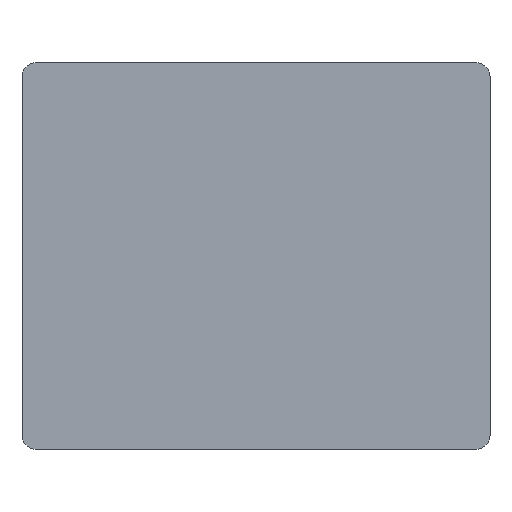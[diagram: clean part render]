
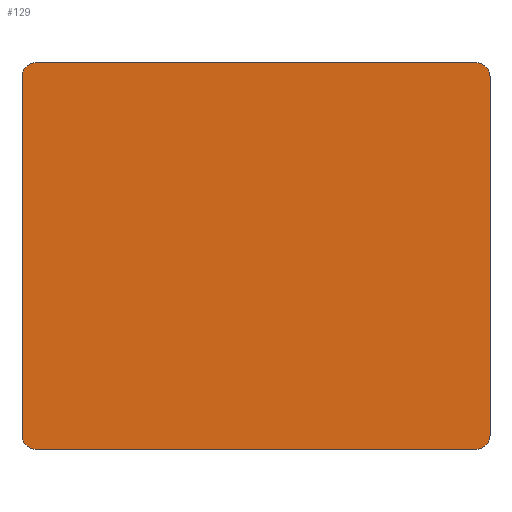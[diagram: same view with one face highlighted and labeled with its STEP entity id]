
A CAD part, front view. The second image highlights one B-rep face of the part: STEP entity #129.
In plain terms, the highlighted planar face has unit normal (0, -1, 0).
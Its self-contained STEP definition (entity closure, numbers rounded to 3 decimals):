
#9 = CIRCLE ( 'NONE', #876, 5. ) ;
#20 = VERTEX_POINT ( 'NONE', #218 ) ;
#39 = ORIENTED_EDGE ( 'NONE', *, *, #781, .T. ) ;
#40 = CARTESIAN_POINT ( 'NONE',  ( 76.159, 0., -67.097 ) ) ;
#52 = CARTESIAN_POINT ( 'NONE',  ( -76.159, 0., 62.097 ) ) ;
#70 = VECTOR ( 'NONE', #179, 1000. ) ;
#102 = CARTESIAN_POINT ( 'NONE',  ( 81.159, 0., 62.097 ) ) ;
#106 = VERTEX_POINT ( 'NONE', #367 ) ;
#117 = CARTESIAN_POINT ( 'NONE',  ( -76.159, 0., 67.097 ) ) ;
#127 = DIRECTION ( 'NONE',  ( 0., 0., 1. ) ) ;
#129 = ADVANCED_FACE ( 'NONE', ( #507 ), #501, .F. ) ;
#166 = AXIS2_PLACEMENT_3D ( 'NONE', #250, #246, #808 ) ;
#179 = DIRECTION ( 'NONE',  ( 1., 0., 0. ) ) ;
#181 = VECTOR ( 'NONE', #664, 1000. ) ;
#187 = DIRECTION ( 'NONE',  ( 0., -1., 0. ) ) ;
#218 = CARTESIAN_POINT ( 'NONE',  ( -81.159, 0., 62.097 ) ) ;
#224 = ORIENTED_EDGE ( 'NONE', *, *, #693, .F. ) ;
#246 = DIRECTION ( 'NONE',  ( 0., -1., 0. ) ) ;
#250 = CARTESIAN_POINT ( 'NONE',  ( 76.159, 0., -62.097 ) ) ;
#261 = DIRECTION ( 'NONE',  ( -1., 0., 0. ) ) ;
#265 = CIRCLE ( 'NONE', #166, 5. ) ;
#269 = CARTESIAN_POINT ( 'NONE',  ( 81.159, 0., -62.097 ) ) ;
#288 = EDGE_CURVE ( 'NONE', #642, #20, #9, .T. ) ;
#316 = VERTEX_POINT ( 'NONE', #269 ) ;
#317 = DIRECTION ( 'NONE',  ( 0., -1., 0. ) ) ;
#352 = ORIENTED_EDGE ( 'NONE', *, *, #548, .F. ) ;
#367 = CARTESIAN_POINT ( 'NONE',  ( -81.159, 0., -62.097 ) ) ;
#368 = AXIS2_PLACEMENT_3D ( 'NONE', #527, #317, #593 ) ;
#396 = CARTESIAN_POINT ( 'NONE',  ( -81.159, 0., 67.097 ) ) ;
#417 = VERTEX_POINT ( 'NONE', #435 ) ;
#430 = DIRECTION ( 'NONE',  ( 0., 1., 0. ) ) ;
#435 = CARTESIAN_POINT ( 'NONE',  ( -76.159, 0., -67.097 ) ) ;
#492 = ORIENTED_EDGE ( 'NONE', *, *, #288, .T. ) ;
#501 = PLANE ( 'NONE',  #889 ) ;
#507 = FACE_OUTER_BOUND ( 'NONE', #573, .T. ) ;
#515 = VECTOR ( 'NONE', #261, 1000. ) ;
#527 = CARTESIAN_POINT ( 'NONE',  ( 76.159, 0., 62.097 ) ) ;
#538 = DIRECTION ( 'NONE',  ( 0., 0., 1. ) ) ;
#547 = CARTESIAN_POINT ( 'NONE',  ( -76.159, 0., -62.097 ) ) ;
#548 = EDGE_CURVE ( 'NONE', #106, #20, #673, .T. ) ;
#554 = CIRCLE ( 'NONE', #368, 5. ) ;
#573 = EDGE_LOOP ( 'NONE', ( #352, #780, #224, #685, #721, #39, #654, #492 ) ) ;
#574 = VECTOR ( 'NONE', #538, 1000. ) ;
#576 = EDGE_CURVE ( 'NONE', #864, #316, #731, .T. ) ;
#593 = DIRECTION ( 'NONE',  ( 0., 0., 1. ) ) ;
#623 = EDGE_CURVE ( 'NONE', #642, #860, #809, .T. ) ;
#642 = VERTEX_POINT ( 'NONE', #117 ) ;
#654 = ORIENTED_EDGE ( 'NONE', *, *, #623, .F. ) ;
#664 = DIRECTION ( 'NONE',  ( 0., 0., -1. ) ) ;
#673 = LINE ( 'NONE', #735, #574 ) ;
#682 = DIRECTION ( 'NONE',  ( 0., -1., 0. ) ) ;
#683 = DIRECTION ( 'NONE',  ( 0., 0., 1. ) ) ;
#685 = ORIENTED_EDGE ( 'NONE', *, *, #795, .T. ) ;
#693 = EDGE_CURVE ( 'NONE', #803, #417, #895, .T. ) ;
#721 = ORIENTED_EDGE ( 'NONE', *, *, #576, .F. ) ;
#724 = EDGE_CURVE ( 'NONE', #106, #417, #837, .T. ) ;
#731 = LINE ( 'NONE', #891, #181 ) ;
#735 = CARTESIAN_POINT ( 'NONE',  ( -81.159, 0., -67.097 ) ) ;
#778 = CARTESIAN_POINT ( 'NONE',  ( 0., 0., 0. ) ) ;
#780 = ORIENTED_EDGE ( 'NONE', *, *, #724, .T. ) ;
#781 = EDGE_CURVE ( 'NONE', #864, #860, #554, .T. ) ;
#795 = EDGE_CURVE ( 'NONE', #803, #316, #265, .T. ) ;
#803 = VERTEX_POINT ( 'NONE', #40 ) ;
#808 = DIRECTION ( 'NONE',  ( 0., 0., 1. ) ) ;
#809 = LINE ( 'NONE', #396, #70 ) ;
#814 = CARTESIAN_POINT ( 'NONE',  ( 76.159, 0., 67.097 ) ) ;
#827 = CARTESIAN_POINT ( 'NONE',  ( -81.159, 0., -67.097 ) ) ;
#837 = CIRCLE ( 'NONE', #871, 5. ) ;
#860 = VERTEX_POINT ( 'NONE', #814 ) ;
#863 = DIRECTION ( 'NONE',  ( 0., 0., 1. ) ) ;
#864 = VERTEX_POINT ( 'NONE', #102 ) ;
#871 = AXIS2_PLACEMENT_3D ( 'NONE', #547, #187, #683 ) ;
#876 = AXIS2_PLACEMENT_3D ( 'NONE', #52, #682, #127 ) ;
#889 = AXIS2_PLACEMENT_3D ( 'NONE', #778, #430, #863 ) ;
#891 = CARTESIAN_POINT ( 'NONE',  ( 81.159, 0., -67.097 ) ) ;
#895 = LINE ( 'NONE', #827, #515 ) ;
